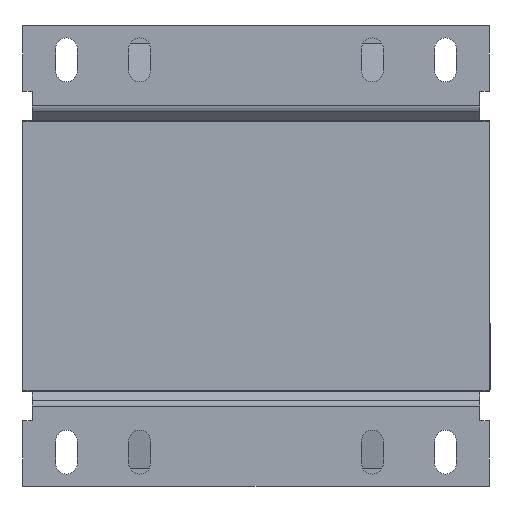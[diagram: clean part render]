
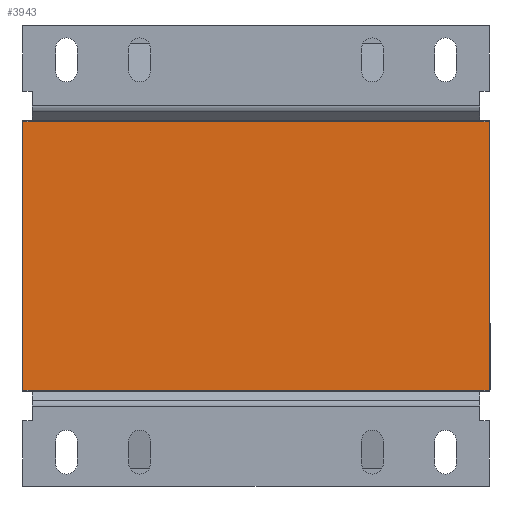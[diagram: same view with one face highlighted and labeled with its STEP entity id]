
A CAD part, front view. The second image highlights one B-rep face of the part: STEP entity #3943.
In plain terms, the highlighted planar face has unit normal (0, -1, 0).
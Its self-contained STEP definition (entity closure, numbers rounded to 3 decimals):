
#232 = VECTOR ( 'NONE', #13773, 1000. ) ;
#360 = LINE ( 'NONE', #11208, #10131 ) ;
#572 = DIRECTION ( 'NONE',  ( 0., 0., 1. ) ) ;
#622 = DIRECTION ( 'NONE',  ( 0., 1., 0. ) ) ;
#788 = DIRECTION ( 'NONE',  ( -1., 0., 0. ) ) ;
#913 = CARTESIAN_POINT ( 'NONE',  ( -91.75, -82.5, -55. ) ) ;
#1343 = DIRECTION ( 'NONE',  ( 0., 0., 1. ) ) ;
#1841 = DIRECTION ( 'NONE',  ( -1., 0., 0. ) ) ;
#1849 = LINE ( 'NONE', #8929, #7242 ) ;
#1929 = LINE ( 'NONE', #6638, #13066 ) ;
#2728 = DIRECTION ( 'NONE',  ( 1., 0., 0. ) ) ;
#3008 = VERTEX_POINT ( 'NONE', #5244 ) ;
#3079 = LINE ( 'NONE', #10549, #232 ) ;
#3726 = FACE_OUTER_BOUND ( 'NONE', #13110, .T. ) ;
#3785 = ORIENTED_EDGE ( 'NONE', *, *, #13137, .T. ) ;
#3802 = DIRECTION ( 'NONE',  ( 1., 0., 0. ) ) ;
#3943 = ADVANCED_FACE ( 'Defeature ausgef�hrt4_101', ( #3726 ), #11225, .F. ) ;
#4182 = VERTEX_POINT ( 'NONE', #11791 ) ;
#4183 = CARTESIAN_POINT ( 'NONE',  ( 95.75, -82.5, 55. ) ) ;
#4533 = ORIENTED_EDGE ( 'NONE', *, *, #9962, .F. ) ;
#4719 = DIRECTION ( 'NONE',  ( -1., 0., 0. ) ) ;
#4855 = CARTESIAN_POINT ( 'NONE',  ( 95.75, -82.5, -55. ) ) ;
#4983 = ORIENTED_EDGE ( 'NONE', *, *, #10556, .T. ) ;
#5051 = CARTESIAN_POINT ( 'NONE',  ( -91.75, -82.5, 55. ) ) ;
#5061 = VERTEX_POINT ( 'NONE', #6744 ) ;
#5244 = CARTESIAN_POINT ( 'NONE',  ( -91.75, -82.5, 55. ) ) ;
#5590 = ORIENTED_EDGE ( 'NONE', *, *, #7457, .T. ) ;
#5617 = CARTESIAN_POINT ( 'NONE',  ( -95.75, -82.5, -55. ) ) ;
#6242 = VECTOR ( 'NONE', #3802, 1000. ) ;
#6446 = VERTEX_POINT ( 'NONE', #4183 ) ;
#6638 = CARTESIAN_POINT ( 'NONE',  ( -95.75, -82.5, 96. ) ) ;
#6744 = CARTESIAN_POINT ( 'NONE',  ( 91.75, -82.5, -55. ) ) ;
#7122 = DIRECTION ( 'NONE',  ( 1., 0., 0. ) ) ;
#7242 = VECTOR ( 'NONE', #7122, 1000. ) ;
#7457 = EDGE_CURVE ( 'Defeature ausgef�hrt4_101+Defeature ausgef�hrt4_104+Defeature ausgef�hrt4_79+Defeature ausgef�hrt4_105', #3008, #10154, #9072, .T. ) ;
#7739 = ORIENTED_EDGE ( 'NONE', *, *, #9093, .F. ) ;
#7875 = AXIS2_PLACEMENT_3D ( 'NONE', #13481, #622, #572 ) ;
#7930 = LINE ( 'NONE', #7963, #6242 ) ;
#7963 = CARTESIAN_POINT ( 'NONE',  ( -91.75, -82.5, -55. ) ) ;
#8024 = EDGE_CURVE ( 'Defeature ausgef�hrt4_79+Defeature ausgef�hrt4_101+Defeature ausgef�hrt4_81+Defeature ausgef�hrt4_80', #3008, #9827, #1849, .T. ) ;
#8160 = ORIENTED_EDGE ( 'NONE', *, *, #8024, .F. ) ;
#8244 = CARTESIAN_POINT ( 'NONE',  ( 95.75, -82.5, 55. ) ) ;
#8591 = CARTESIAN_POINT ( 'NONE',  ( 91.75, -82.5, 55. ) ) ;
#8929 = CARTESIAN_POINT ( 'NONE',  ( 0., -82.5, 55. ) ) ;
#9072 = LINE ( 'NONE', #5051, #13676 ) ;
#9093 = EDGE_CURVE ( 'Defeature ausgef�hrt4_102+Defeature ausgef�hrt4_101+Defeature ausgef�hrt4_103+Defeature ausgef�hrt4_100', #6446, #4182, #3079, .T. ) ;
#9827 = VERTEX_POINT ( 'NONE', #8591 ) ;
#9962 = EDGE_CURVE ( 'Defeature ausgef�hrt4_96+Defeature ausgef�hrt4_101+Defeature ausgef�hrt4_98+Defeature ausgef�hrt4_97', #5061, #10715, #360, .T. ) ;
#10131 = VECTOR ( 'NONE', #4719, 1000. ) ;
#10154 = VERTEX_POINT ( 'NONE', #11543 ) ;
#10549 = CARTESIAN_POINT ( 'NONE',  ( 95.75, -82.5, 96. ) ) ;
#10556 = EDGE_CURVE ( 'Defeature ausgef�hrt4_101+Defeature ausgef�hrt4_99+Defeature ausgef�hrt4_105+Defeature ausgef�hrt4_96', #11245, #10715, #7930, .T. ) ;
#10715 = VERTEX_POINT ( 'NONE', #913 ) ;
#11017 = LINE ( 'NONE', #8244, #12040 ) ;
#11208 = CARTESIAN_POINT ( 'NONE',  ( 0., -82.5, -55. ) ) ;
#11225 = PLANE ( 'NONE',  #7875 ) ;
#11245 = VERTEX_POINT ( 'NONE', #5617 ) ;
#11254 = LINE ( 'NONE', #4855, #11902 ) ;
#11543 = CARTESIAN_POINT ( 'NONE',  ( -95.75, -82.5, 55. ) ) ;
#11791 = CARTESIAN_POINT ( 'NONE',  ( 95.75, -82.5, -55. ) ) ;
#11902 = VECTOR ( 'NONE', #2728, 1000. ) ;
#11911 = ORIENTED_EDGE ( 'NONE', *, *, #13552, .F. ) ;
#12040 = VECTOR ( 'NONE', #1841, 1000. ) ;
#13066 = VECTOR ( 'NONE', #1343, 1000. ) ;
#13110 = EDGE_LOOP ( 'NONE', ( #8160, #5590, #11911, #4983, #4533, #3785, #7739, #13747 ) ) ;
#13137 = EDGE_CURVE ( 'Defeature ausgef�hrt4_101+Defeature ausgef�hrt4_100+Defeature ausgef�hrt4_96+Defeature ausgef�hrt4_102', #5061, #4182, #11254, .T. ) ;
#13481 = CARTESIAN_POINT ( 'NONE',  ( 0., -82.5, 0. ) ) ;
#13552 = EDGE_CURVE ( 'Defeature ausgef�hrt4_105+Defeature ausgef�hrt4_101+Defeature ausgef�hrt4_99+Defeature ausgef�hrt4_104', #11245, #10154, #1929, .T. ) ;
#13676 = VECTOR ( 'NONE', #788, 1000. ) ;
#13747 = ORIENTED_EDGE ( 'NONE', *, *, #13781, .T. ) ;
#13773 = DIRECTION ( 'NONE',  ( 0., 0., -1. ) ) ;
#13781 = EDGE_CURVE ( 'Defeature ausgef�hrt4_101+Defeature ausgef�hrt4_103+Defeature ausgef�hrt4_102+Defeature ausgef�hrt4_79', #6446, #9827, #11017, .T. ) ;
